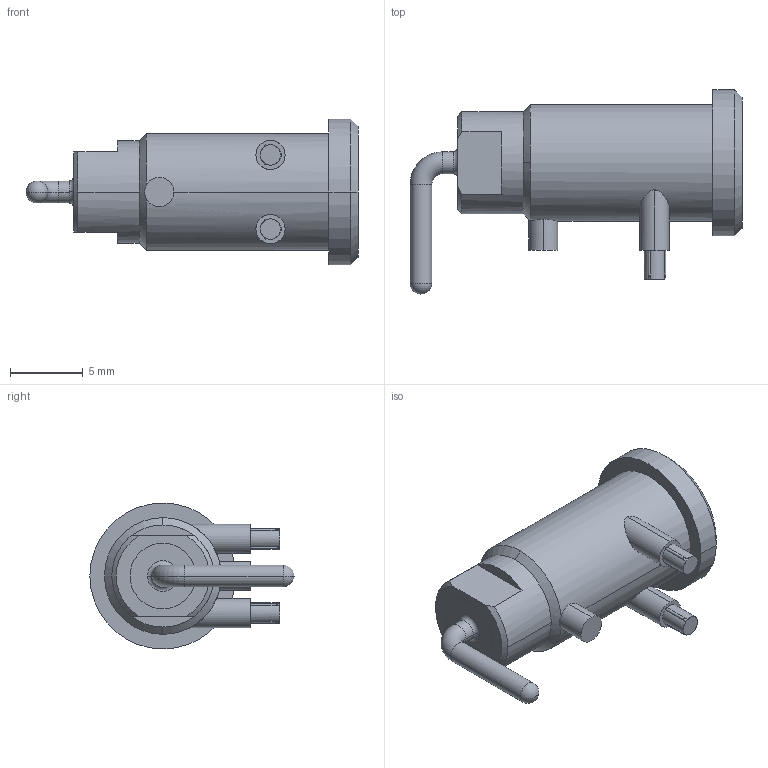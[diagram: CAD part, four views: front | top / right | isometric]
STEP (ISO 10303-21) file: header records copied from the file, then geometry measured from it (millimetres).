
FILE_DESCRIPTION((''),'2;1');
FILE_NAME('3402_SEB_2_LP_ASM','2016-02-17T',('tosc'),(''),'PRO/ENGINEER BY PARAMETRIC TECHNOLOGY CORPORATION, 2015110','PRO/ENGINEER BY PARAMETRIC TECHNOLOGY CORPORATION, 2015110','');
FILE_SCHEMA(('CONFIG_CONTROL_DESIGN'));
Length unit declared in the file: millimetre
Products named in the file (1): 3402_SEB_2_LP_ASM
Bounding box: 22.76 x 14 x 10 mm (x, y, z)
Surface area: 1259.7 mm2 (no closed solid volume)
Topology: 0 solids, 2 shells, 100 faces, 227 edges, 142 vertices
Faces by surface type: cylinder 50, plane 22, cone 22, torus 4, sphere 2
Entity records: 3557 total; most frequent: CARTESIAN_POINT 757, DIRECTION 528, ORIENTED_EDGE 446, AXIS2_PLACEMENT_3D 225, EDGE_CURVE 223, VERTEX_POINT 142, CIRCLE 124, EDGE_LOOP 117
